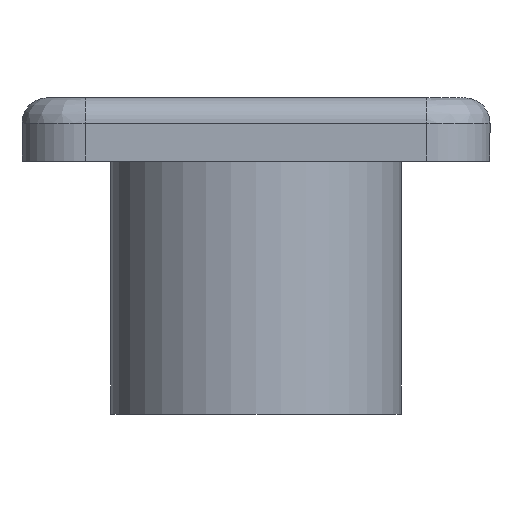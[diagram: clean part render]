
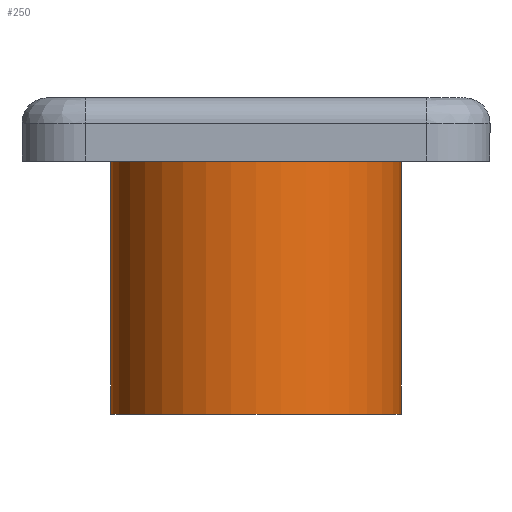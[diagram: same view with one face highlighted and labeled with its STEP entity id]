
A CAD part, front view. The second image highlights one B-rep face of the part: STEP entity #250.
In plain terms, the highlighted cylindrical face has radius 5.75 mm (diameter 11.5 mm), a full revolution.
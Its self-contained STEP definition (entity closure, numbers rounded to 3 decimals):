
#77=CARTESIAN_POINT('',(5.75,-37.55,0.));
#78=VERTEX_POINT('',#77);
#79=CARTESIAN_POINT('',(-5.75,-37.55,0.));
#80=VERTEX_POINT('',#79);
#81=CARTESIAN_POINT('',(0.0,-37.55,0.0));
#82=DIRECTION('',(0.,0.0,-1.0));
#83=DIRECTION('',(-1.0,0.0,0.));
#84=AXIS2_PLACEMENT_3D('',#81,#82,#83);
#85=CIRCLE('',#84,5.75);
#86=EDGE_CURVE('',#78,#80,#85,.T.);
#88=CARTESIAN_POINT('',(0.0,-37.55,0.0));
#89=DIRECTION('',(0.,0.0,-1.0));
#90=DIRECTION('',(-1.0,0.0,0.));
#91=AXIS2_PLACEMENT_3D('',#88,#89,#90);
#92=CIRCLE('',#91,5.75);
#93=EDGE_CURVE('',#80,#78,#92,.T.);
#216=CARTESIAN_POINT('',(0.0,-37.55,0.0));
#217=DIRECTION('',(0.,0.0,-1.0));
#218=DIRECTION('',(-1.0,0.0,0.));
#219=AXIS2_PLACEMENT_3D('',#216,#217,#218);
#220=CYLINDRICAL_SURFACE('',#219,5.75);
#221=CARTESIAN_POINT('',(5.75,-37.55,-10.0));
#222=VERTEX_POINT('',#221);
#223=CARTESIAN_POINT('',(-5.75,-37.55,-10.0));
#224=VERTEX_POINT('',#223);
#225=CARTESIAN_POINT('',(0.,-37.55,-10.0));
#226=DIRECTION('',(0.,0.0,-1.0));
#227=DIRECTION('',(-1.0,0.0,0.));
#228=AXIS2_PLACEMENT_3D('',#225,#226,#227);
#229=CIRCLE('',#228,5.75);
#230=EDGE_CURVE('',#222,#224,#229,.T.);
#231=ORIENTED_EDGE('',*,*,#230,.F.);
#232=CARTESIAN_POINT('',(0.,-37.55,-10.0));
#233=DIRECTION('',(0.,0.0,-1.0));
#234=DIRECTION('',(-1.0,0.0,0.));
#235=AXIS2_PLACEMENT_3D('',#232,#233,#234);
#236=CIRCLE('',#235,5.75);
#237=EDGE_CURVE('',#224,#222,#236,.T.);
#238=ORIENTED_EDGE('',*,*,#237,.F.);
#239=CARTESIAN_POINT('',(-5.75,-37.55,0.));
#240=DIRECTION('',(0.0,0.0,-1.0));
#241=VECTOR('',#240,10.0);
#242=LINE('',#239,#241);
#243=EDGE_CURVE('',#80,#224,#242,.T.);
#244=ORIENTED_EDGE('',*,*,#243,.F.);
#245=ORIENTED_EDGE('',*,*,#93,.T.);
#246=ORIENTED_EDGE('',*,*,#86,.T.);
#247=ORIENTED_EDGE('',*,*,#243,.T.);
#248=EDGE_LOOP('',(#231,#238,#244,#245,#246,#247));
#249=FACE_OUTER_BOUND('',#248,.T.);
#250=ADVANCED_FACE('',(#249),#220,.T.);
